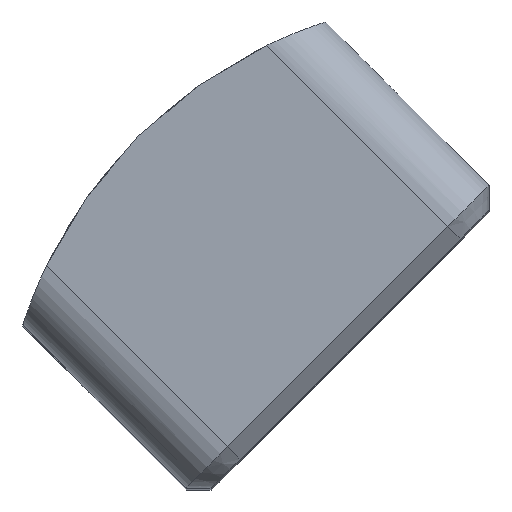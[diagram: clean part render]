
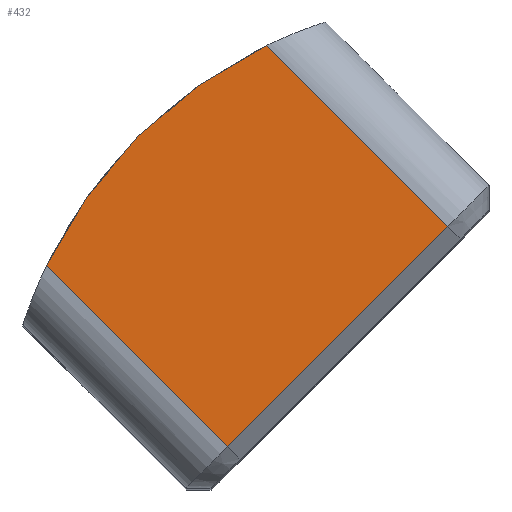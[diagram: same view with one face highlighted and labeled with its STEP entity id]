
A CAD part, top view. The second image highlights one B-rep face of the part: STEP entity #432.
In plain terms, the highlighted planar face has unit normal (0, 0, 1).
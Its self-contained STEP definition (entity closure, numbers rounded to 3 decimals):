
#48=PLANE('',#482);
#64=FACE_OUTER_BOUND('',#91,.T.);
#91=EDGE_LOOP('',(#342,#343,#344,#345));
#116=CIRCLE('',#483,8.);
#131=LINE('',#650,#163);
#141=LINE('',#718,#173);
#143=LINE('',#733,#175);
#163=VECTOR('',#529,10.);
#173=VECTOR('',#567,10.);
#175=VECTOR('',#571,10.);
#193=VERTEX_POINT('',#640);
#196=VERTEX_POINT('',#648);
#206=VERTEX_POINT('',#717);
#208=VERTEX_POINT('',#732);
#238=EDGE_CURVE('',#196,#193,#131,.T.);
#255=EDGE_CURVE('',#193,#206,#141,.T.);
#258=EDGE_CURVE('',#208,#196,#143,.T.);
#259=EDGE_CURVE('',#208,#206,#116,.T.);
#342=ORIENTED_EDGE('',*,*,#238,.F.);
#343=ORIENTED_EDGE('',*,*,#258,.F.);
#344=ORIENTED_EDGE('',*,*,#259,.T.);
#345=ORIENTED_EDGE('',*,*,#255,.F.);
#432=ADVANCED_FACE('',(#64),#48,.T.);
#482=AXIS2_PLACEMENT_3D('',#731,#569,#570);
#483=AXIS2_PLACEMENT_3D('',#734,#572,#573);
#529=DIRECTION('',(-0.707,-0.707,0.));
#567=DIRECTION('',(-0.707,0.707,0.));
#569=DIRECTION('center_axis',(0.,0.,
1.));
#570=DIRECTION('ref_axis',(1.,0.,0.));
#571=DIRECTION('',(0.707,-0.707,0.));
#572=DIRECTION('center_axis',(0.,0.,
1.));
#573=DIRECTION('ref_axis',(-0.707,0.707,0.));
#640=CARTESIAN_POINT('',(244.377,-112.158,2.829));
#648=CARTESIAN_POINT('',(248.135,-108.401,2.829));
#650=CARTESIAN_POINT('',(244.256,-112.28,2.829));
#717=CARTESIAN_POINT('',(241.286,-109.067,2.829));
#718=CARTESIAN_POINT('',(242.831,-110.612,2.829));
#731=CARTESIAN_POINT('Origin',(242.843,-106.867,2.829));
#732=CARTESIAN_POINT('',(245.043,-105.31,2.829));
#733=CARTESIAN_POINT('',(246.588,-106.855,2.829));
#734=CARTESIAN_POINT('Origin',(248.5,-112.524,2.829));
